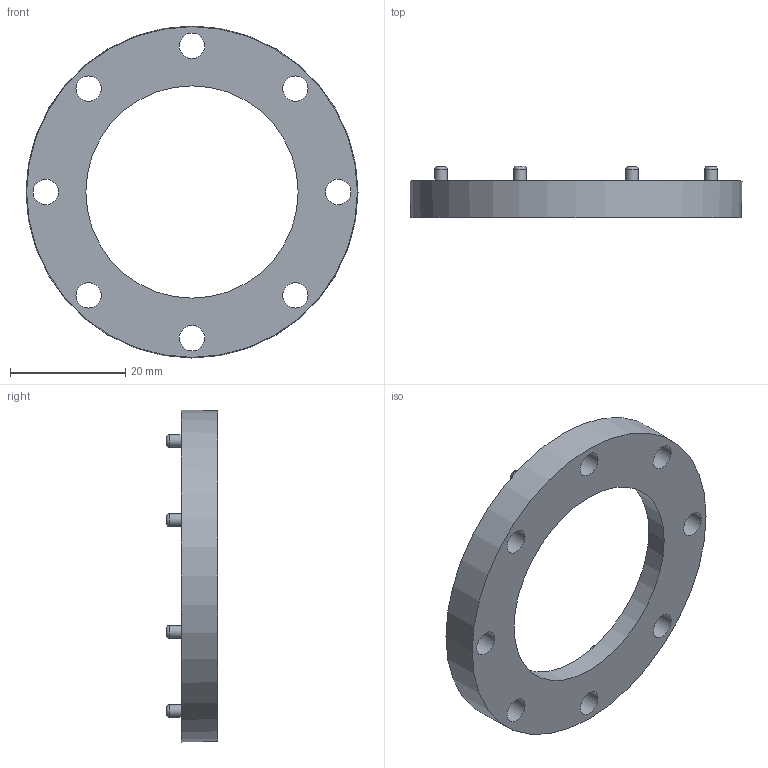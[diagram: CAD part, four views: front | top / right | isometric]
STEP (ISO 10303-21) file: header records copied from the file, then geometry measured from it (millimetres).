
FILE_DESCRIPTION(/* description */ (''),/* implementation_level */ '2;1');
FILE_NAME(/* name */ '2.6'''' diameter Turntable Bearing\276-1810-009_ANY.ipt.step',/* time_stamp */ '2020-04-16T22:54:12-04:00',/* author */ ('Jordan'),/* organization */ (''),/* preprocessor_version */ 'ST-DEVELOPER v17',/* originating_system */ 'Autodesk Inventor 2019',/* authorisation */ '');
FILE_SCHEMA (('AUTOMOTIVE_DESIGN { 1 0 10303 214 3 1 1 }'));
Length unit declared in the file: inch
Products named in the file (1): 276-1810-009_ANY
Bounding box: 57.7 x 8.89 x 57.7 mm (x, y, z)
Volume: 5351.6 mm3; surface area: 6923 mm2
Topology: 1 solids, 1 shells, 189 faces, 584 edges, 402 vertices
Faces by surface type: cylinder 140, plane 43, torus 4, cone 2
Full cylindrical faces by diameter (mm): 2.2 x4, 2.3 x4, 4.4 x8
Entity records: 6857 total; most frequent: DIRECTION 1322, CARTESIAN_POINT 1176, ORIENTED_EDGE 1168, EDGE_CURVE 584, AXIS2_PLACEMENT_3D 548, VERTEX_POINT 402, CIRCLE 354, LINE 226
